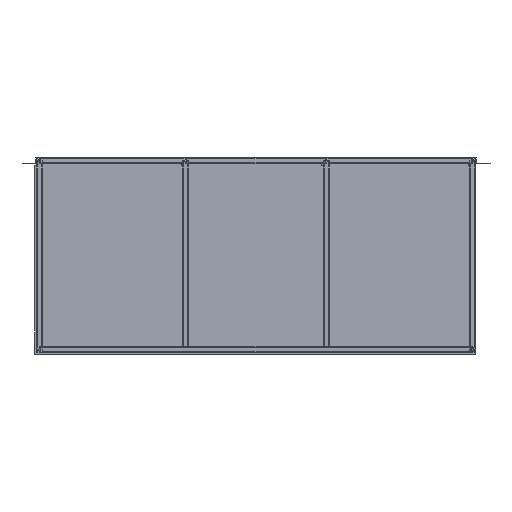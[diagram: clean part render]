
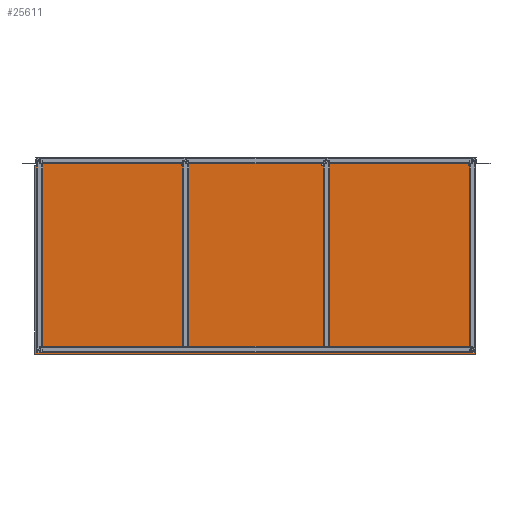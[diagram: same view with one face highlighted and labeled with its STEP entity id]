
A CAD part, front view. The second image highlights one B-rep face of the part: STEP entity #25611.
In plain terms, the highlighted free-form (B-spline) face has degree [1, 1] with [2, 2] control points.
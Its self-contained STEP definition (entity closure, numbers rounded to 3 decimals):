
#25143 = EDGE_CURVE('',#25144,#25146,#25148,.T.);
#25144 = VERTEX_POINT('',#25145);
#25145 = CARTESIAN_POINT('',(-1412.24,-109.976,
    3231.815));
#25146 = VERTEX_POINT('',#25147);
#25147 = CARTESIAN_POINT('',(-1366.374,-109.976,
    3231.815));
#25148 = B_SPLINE_CURVE_WITH_KNOTS('',1,(#25149,#25150),.UNSPECIFIED.,
  .F.,.F.,(2,2),(-32.5,0.),.PIECEWISE_BEZIER_KNOTS.);
#25149 = CARTESIAN_POINT('',(-1412.24,-109.976,
    3231.815));
#25150 = CARTESIAN_POINT('',(-1366.374,-109.976,
    3231.815));
#25179 = EDGE_CURVE('',#25146,#25180,#25182,.T.);
#25180 = VERTEX_POINT('',#25181);
#25181 = CARTESIAN_POINT('',(-1366.374,-109.976,
    3274.153));
#25182 = B_SPLINE_CURVE_WITH_KNOTS('',1,(#25183,#25184),.UNSPECIFIED.,
  .F.,.F.,(2,2),(-30.,0.),.PIECEWISE_BEZIER_KNOTS.);
#25183 = CARTESIAN_POINT('',(-1366.374,-109.976,
    3231.815));
#25184 = CARTESIAN_POINT('',(-1366.374,-109.976,
    3274.153));
#25207 = EDGE_CURVE('',#25180,#25208,#25210,.T.);
#25208 = VERTEX_POINT('',#25209);
#25209 = CARTESIAN_POINT('',(-561.948,-109.976,
    3274.153));
#25210 = B_SPLINE_CURVE_WITH_KNOTS('',1,(#25211,#25212),.UNSPECIFIED.,
  .F.,.F.,(2,2),(-570.,0.),.PIECEWISE_BEZIER_KNOTS.);
#25211 = CARTESIAN_POINT('',(-1366.374,-109.976,
    3274.153));
#25212 = CARTESIAN_POINT('',(-561.948,-109.976,
    3274.153));
#25235 = EDGE_CURVE('',#25208,#25236,#25238,.T.);
#25236 = VERTEX_POINT('',#25237);
#25237 = CARTESIAN_POINT('',(-561.948,-109.976,
    3231.815));
#25238 = B_SPLINE_CURVE_WITH_KNOTS('',1,(#25239,#25240),.UNSPECIFIED.,
  .F.,.F.,(2,2),(-30.,-0.),.PIECEWISE_BEZIER_KNOTS.);
#25239 = CARTESIAN_POINT('',(-561.948,-109.976,
    3274.153));
#25240 = CARTESIAN_POINT('',(-561.948,-109.976,
    3231.815));
#25263 = EDGE_CURVE('',#25236,#25264,#25266,.T.);
#25264 = VERTEX_POINT('',#25265);
#25265 = CARTESIAN_POINT('',(-519.61,-109.976,
    3231.815));
#25266 = B_SPLINE_CURVE_WITH_KNOTS('',1,(#25267,#25268),.UNSPECIFIED.,
  .F.,.F.,(2,2),(-30.,0.),.PIECEWISE_BEZIER_KNOTS.);
#25267 = CARTESIAN_POINT('',(-561.948,-109.976,
    3231.815));
#25268 = CARTESIAN_POINT('',(-519.61,-109.976,
    3231.815));
#25291 = EDGE_CURVE('',#25264,#25292,#25294,.T.);
#25292 = VERTEX_POINT('',#25293);
#25293 = CARTESIAN_POINT('',(-519.61,-109.976,
    3274.153));
#25294 = B_SPLINE_CURVE_WITH_KNOTS('',1,(#25295,#25296),.UNSPECIFIED.,
  .F.,.F.,(2,2),(-30.,0.),.PIECEWISE_BEZIER_KNOTS.);
#25295 = CARTESIAN_POINT('',(-519.61,-109.976,
    3231.815));
#25296 = CARTESIAN_POINT('',(-519.61,-109.976,
    3274.153));
#25319 = EDGE_CURVE('',#25292,#25320,#25322,.T.);
#25320 = VERTEX_POINT('',#25321);
#25321 = CARTESIAN_POINT('',(249.534,-109.976,
    3274.153));
#25322 = B_SPLINE_CURVE_WITH_KNOTS('',1,(#25323,#25324),.UNSPECIFIED.,
  .F.,.F.,(2,2),(-545.,0.),.PIECEWISE_BEZIER_KNOTS.);
#25323 = CARTESIAN_POINT('',(-519.61,-109.976,
    3274.153));
#25324 = CARTESIAN_POINT('',(249.534,-109.976,
    3274.153));
#25347 = EDGE_CURVE('',#25320,#25348,#25350,.T.);
#25348 = VERTEX_POINT('',#25349);
#25349 = CARTESIAN_POINT('',(249.534,-109.976,
    3231.815));
#25350 = B_SPLINE_CURVE_WITH_KNOTS('',1,(#25351,#25352),.UNSPECIFIED.,
  .F.,.F.,(2,2),(-30.,-0.),.PIECEWISE_BEZIER_KNOTS.);
#25351 = CARTESIAN_POINT('',(249.534,-109.976,
    3274.153));
#25352 = CARTESIAN_POINT('',(249.534,-109.976,
    3231.815));
#25375 = EDGE_CURVE('',#25348,#25376,#25378,.T.);
#25376 = VERTEX_POINT('',#25377);
#25377 = CARTESIAN_POINT('',(291.872,-109.976,
    3231.815));
#25378 = B_SPLINE_CURVE_WITH_KNOTS('',1,(#25379,#25380),.UNSPECIFIED.,
  .F.,.F.,(2,2),(-30.,0.),.PIECEWISE_BEZIER_KNOTS.);
#25379 = CARTESIAN_POINT('',(249.534,-109.976,
    3231.815));
#25380 = CARTESIAN_POINT('',(291.872,-109.976,
    3231.815));
#25403 = EDGE_CURVE('',#25376,#25404,#25406,.T.);
#25404 = VERTEX_POINT('',#25405);
#25405 = CARTESIAN_POINT('',(291.872,-109.976,
    3274.153));
#25406 = B_SPLINE_CURVE_WITH_KNOTS('',1,(#25407,#25408),.UNSPECIFIED.,
  .F.,.F.,(2,2),(-30.,0.),.PIECEWISE_BEZIER_KNOTS.);
#25407 = CARTESIAN_POINT('',(291.872,-109.976,
    3231.815));
#25408 = CARTESIAN_POINT('',(291.872,-109.976,
    3274.153));
#25431 = EDGE_CURVE('',#25404,#25432,#25434,.T.);
#25432 = VERTEX_POINT('',#25433);
#25433 = CARTESIAN_POINT('',(1096.297,-109.976,
    3274.153));
#25434 = B_SPLINE_CURVE_WITH_KNOTS('',1,(#25435,#25436),.UNSPECIFIED.,
  .F.,.F.,(2,2),(-570.,0.),.PIECEWISE_BEZIER_KNOTS.);
#25435 = CARTESIAN_POINT('',(291.872,-109.976,
    3274.153));
#25436 = CARTESIAN_POINT('',(1096.297,-109.976,
    3274.153));
#25459 = EDGE_CURVE('',#25432,#25460,#25462,.T.);
#25460 = VERTEX_POINT('',#25461);
#25461 = CARTESIAN_POINT('',(1096.297,-109.976,
    3231.815));
#25462 = B_SPLINE_CURVE_WITH_KNOTS('',1,(#25463,#25464),.UNSPECIFIED.,
  .F.,.F.,(2,2),(-30.,-0.),.PIECEWISE_BEZIER_KNOTS.);
#25463 = CARTESIAN_POINT('',(1096.297,-109.976,
    3274.153));
#25464 = CARTESIAN_POINT('',(1096.297,-109.976,
    3231.815));
#25487 = EDGE_CURVE('',#25460,#25488,#25490,.T.);
#25488 = VERTEX_POINT('',#25489);
#25489 = CARTESIAN_POINT('',(1142.164,-109.976,
    3231.815));
#25490 = B_SPLINE_CURVE_WITH_KNOTS('',1,(#25491,#25492),.UNSPECIFIED.,
  .F.,.F.,(2,2),(-32.5,0.),.PIECEWISE_BEZIER_KNOTS.);
#25491 = CARTESIAN_POINT('',(1096.297,-109.976,
    3231.815));
#25492 = CARTESIAN_POINT('',(1142.164,-109.976,
    3231.815));
#25515 = EDGE_CURVE('',#25488,#25516,#25518,.T.);
#25516 = VERTEX_POINT('',#25517);
#25517 = CARTESIAN_POINT('',(1142.164,-109.976,
    2138.078));
#25518 = B_SPLINE_CURVE_WITH_KNOTS('',1,(#25519,#25520),.UNSPECIFIED.,
  .F.,.F.,(2,2),(-775.,-0.),.PIECEWISE_BEZIER_KNOTS.);
#25519 = CARTESIAN_POINT('',(1142.164,-109.976,
    3231.815));
#25520 = CARTESIAN_POINT('',(1142.164,-109.976,
    2138.078));
#25543 = EDGE_CURVE('',#25516,#25544,#25546,.T.);
#25544 = VERTEX_POINT('',#25545);
#25545 = CARTESIAN_POINT('',(-1412.24,-109.976,
    2138.078));
#25546 = B_SPLINE_CURVE_WITH_KNOTS('',1,(#25547,#25548),.UNSPECIFIED.,
  .F.,.F.,(2,2),(0.,1810.),.PIECEWISE_BEZIER_KNOTS.);
#25547 = CARTESIAN_POINT('',(1142.164,-109.976,
    2138.078));
#25548 = CARTESIAN_POINT('',(-1412.24,-109.976,
    2138.078));
#25571 = EDGE_CURVE('',#25544,#25144,#25572,.T.);
#25572 = B_SPLINE_CURVE_WITH_KNOTS('',1,(#25573,#25574),.UNSPECIFIED.,
  .F.,.F.,(2,2),(0.,775.),.PIECEWISE_BEZIER_KNOTS.);
#25573 = CARTESIAN_POINT('',(-1412.24,-109.976,
    2138.078));
#25574 = CARTESIAN_POINT('',(-1412.24,-109.976,
    3231.815));
#25611 = ADVANCED_FACE('',(#25612),#25630,.F.);
#25612 = FACE_BOUND('',#25613,.T.);
#25613 = EDGE_LOOP('',(#25614,#25615,#25616,#25617,#25618,#25619,#25620,
    #25621,#25622,#25623,#25624,#25625,#25626,#25627,#25628,#25629));
#25614 = ORIENTED_EDGE('',*,*,#25143,.F.);
#25615 = ORIENTED_EDGE('',*,*,#25571,.F.);
#25616 = ORIENTED_EDGE('',*,*,#25543,.F.);
#25617 = ORIENTED_EDGE('',*,*,#25515,.F.);
#25618 = ORIENTED_EDGE('',*,*,#25487,.F.);
#25619 = ORIENTED_EDGE('',*,*,#25459,.F.);
#25620 = ORIENTED_EDGE('',*,*,#25431,.F.);
#25621 = ORIENTED_EDGE('',*,*,#25403,.F.);
#25622 = ORIENTED_EDGE('',*,*,#25375,.F.);
#25623 = ORIENTED_EDGE('',*,*,#25347,.F.);
#25624 = ORIENTED_EDGE('',*,*,#25319,.F.);
#25625 = ORIENTED_EDGE('',*,*,#25291,.F.);
#25626 = ORIENTED_EDGE('',*,*,#25263,.F.);
#25627 = ORIENTED_EDGE('',*,*,#25235,.F.);
#25628 = ORIENTED_EDGE('',*,*,#25207,.F.);
#25629 = ORIENTED_EDGE('',*,*,#25179,.F.);
#25630 = B_SPLINE_SURFACE_WITH_KNOTS('',1,1,(
    (#25631,#25632)
    ,(#25633,#25634
    )),.UNSPECIFIED.,.F.,.F.,.F.,(2,2),(2,2),(-387.5,417.5),(-905.,905.)
  ,.PIECEWISE_BEZIER_KNOTS.);
#25631 = CARTESIAN_POINT('',(-1412.24,-109.976,
    2138.078));
#25632 = CARTESIAN_POINT('',(1142.164,-109.976,
    2138.078));
#25633 = CARTESIAN_POINT('',(-1412.24,-109.976,
    3274.153));
#25634 = CARTESIAN_POINT('',(1142.164,-109.976,
    3274.153));
